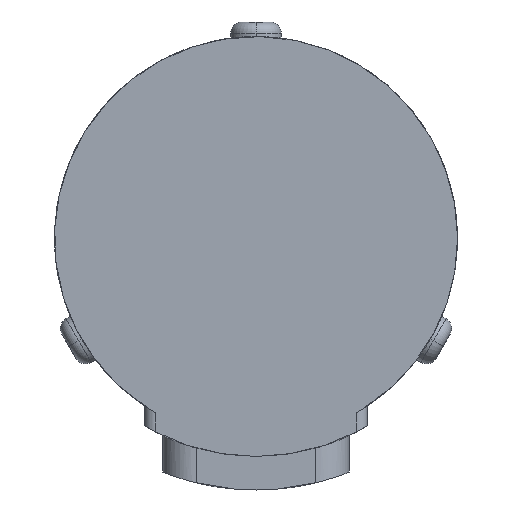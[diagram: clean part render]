
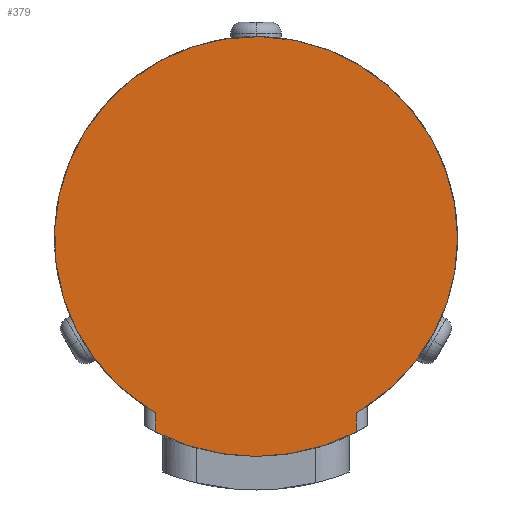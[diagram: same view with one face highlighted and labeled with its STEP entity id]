
A CAD part, left-side view. The second image highlights one B-rep face of the part: STEP entity #379.
In plain terms, the highlighted planar face has unit normal (-1, 0, 0).
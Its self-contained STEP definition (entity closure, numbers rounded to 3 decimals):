
#266=CARTESIAN_POINT('Axis2P3D Location',(-31.15,0.,0.)) ;
#270=CARTESIAN_POINT('Vertex',(-31.15,-18.,0.)) ;
#272=CARTESIAN_POINT('Vertex',(-31.15,9.95,-15.)) ;
#294=CARTESIAN_POINT('Vertex',(-31.15,8.95,-15.617)) ;
#297=CARTESIAN_POINT('Axis2P3D Location',(-31.15,0.,0.)) ;
#324=CARTESIAN_POINT('Vertex',(-31.15,8.95,-17.325)) ;
#327=CARTESIAN_POINT('Line Origine',(-31.15,8.95,-0.75)) ;
#339=CARTESIAN_POINT('Axis2P3D Location',(-31.15,0.,0.)) ;
#344=CARTESIAN_POINT('Axis2P3D Location',(-31.15,0.,0.)) ;
#348=CARTESIAN_POINT('Vertex',(-31.15,-8.95,-17.325)) ;
#351=CARTESIAN_POINT('Line Origine',(-31.15,-8.95,-16.471)) ;
#355=CARTESIAN_POINT('Vertex',(-31.15,-8.95,-15.617)) ;
#358=CARTESIAN_POINT('Axis2P3D Location',(-31.15,0.,0.)) ;
#362=CARTESIAN_POINT('Vertex',(-31.15,-9.95,-15.)) ;
#365=CARTESIAN_POINT('Axis2P3D Location',(-31.15,0.,0.)) ;
#267=DIRECTION('Axis2P3D Direction',(-1.,-0.,0.)) ;
#298=DIRECTION('Axis2P3D Direction',(-1.,-0.,0.)) ;
#328=DIRECTION('Vector Direction',(0.,0.,-1.)) ;
#340=DIRECTION('Axis2P3D Direction',(-1.,-0.,0.)) ;
#341=DIRECTION('Axis2P3D XDirection',(0.,-1.,-0.)) ;
#345=DIRECTION('Axis2P3D Direction',(-1.,-0.,0.)) ;
#352=DIRECTION('Vector Direction',(0.,0.,1.)) ;
#359=DIRECTION('Axis2P3D Direction',(-1.,-0.,0.)) ;
#366=DIRECTION('Axis2P3D Direction',(-1.,-0.,0.)) ;
#268=AXIS2_PLACEMENT_3D('Circle Axis2P3D',#266,#267,$) ;
#299=AXIS2_PLACEMENT_3D('Circle Axis2P3D',#297,#298,$) ;
#342=AXIS2_PLACEMENT_3D('Plane Axis2P3D',#339,#340,#341) ;
#346=AXIS2_PLACEMENT_3D('Circle Axis2P3D',#344,#345,$) ;
#360=AXIS2_PLACEMENT_3D('Circle Axis2P3D',#358,#359,$) ;
#367=AXIS2_PLACEMENT_3D('Circle Axis2P3D',#365,#366,$) ;
#371=ORIENTED_EDGE('',*,*,#350,.T.) ;
#372=ORIENTED_EDGE('',*,*,#357,.T.) ;
#373=ORIENTED_EDGE('',*,*,#364,.F.) ;
#374=ORIENTED_EDGE('',*,*,#369,.T.) ;
#375=ORIENTED_EDGE('',*,*,#274,.T.) ;
#376=ORIENTED_EDGE('',*,*,#301,.F.) ;
#377=ORIENTED_EDGE('',*,*,#331,.T.) ;
#329=VECTOR('Line Direction',#328,1.) ;
#353=VECTOR('Line Direction',#352,1.) ;
#379=ADVANCED_FACE('PartBody',(#378),#343,.T.) ;
#269=CIRCLE('generated circle',#268,18.) ;
#300=CIRCLE('generated circle',#299,18.) ;
#347=CIRCLE('generated circle',#346,19.5) ;
#361=CIRCLE('generated circle',#360,18.) ;
#368=CIRCLE('generated circle',#367,18.) ;
#274=EDGE_CURVE('',#271,#273,#269,.T.) ;
#301=EDGE_CURVE('',#295,#273,#300,.F.) ;
#331=EDGE_CURVE('',#295,#325,#330,.T.) ;
#350=EDGE_CURVE('',#325,#349,#347,.T.) ;
#357=EDGE_CURVE('',#349,#356,#354,.T.) ;
#364=EDGE_CURVE('',#363,#356,#361,.F.) ;
#369=EDGE_CURVE('',#363,#271,#368,.T.) ;
#370=EDGE_LOOP('',(#371,#372,#373,#374,#375,#376,#377)) ;
#378=FACE_OUTER_BOUND('',#370,.T.) ;
#330=LINE('Line',#327,#329) ;
#354=LINE('Line',#351,#353) ;
#343=PLANE('',#342) ;
#271=VERTEX_POINT('',#270) ;
#273=VERTEX_POINT('',#272) ;
#295=VERTEX_POINT('',#294) ;
#325=VERTEX_POINT('',#324) ;
#349=VERTEX_POINT('',#348) ;
#356=VERTEX_POINT('',#355) ;
#363=VERTEX_POINT('',#362) ;
